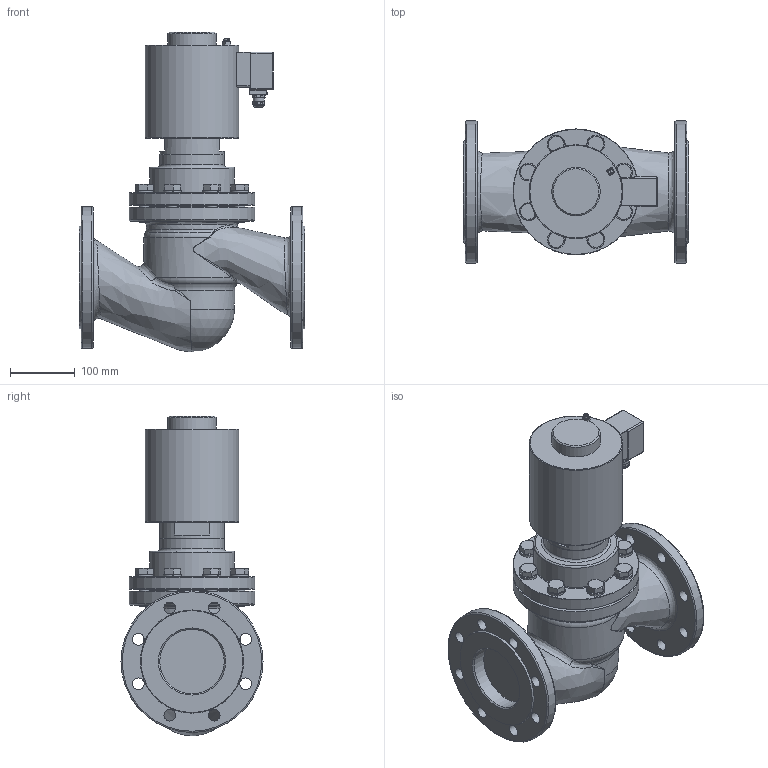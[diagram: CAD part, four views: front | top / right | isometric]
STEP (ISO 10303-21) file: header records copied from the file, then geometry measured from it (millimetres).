
FILE_DESCRIPTION(/* description */ ('3D-Modell'),/* implementation_level */ '2;1');
FILE_NAME(/* name */ '024.006803_F2409-0804-.358-AF.stp',/* time_stamp */ '2022-07-25T13:13:50+02:00',/* author */ ('LBirkmann'),/* organization */ (''),/* preprocessor_version */ 'ST-DEVELOPER v16.1',/* originating_system */ 'Autodesk Inventor 2016',/* authorisation */ '');
FILE_SCHEMA (('AUTOMOTIVE_DESIGN { 1 0 10303 214 3 1 1 }'));
Length unit declared in the file: millimetre
Products named in the file (1): 88-005616
Bounding box: 350 x 220 x 495 mm (x, y, z)
Volume: 10784770.8 mm3; surface area: 569046.4 mm2
Topology: 2 solids, 2 shells, 495 faces, 1305 edges, 834 vertices
Faces by surface type: plane 206, cylinder 142, cone 96, torus 27, bspline 23, sphere 1
Full cylindrical faces by diameter (mm): 4.51 x1, 14.917 x8, 16 x8, 17 x2, 18 x16, 22 x8, 75 x1, 100 x4, 131.6 x1, 134.5 x1, 141 x1, 145 x1, 195 x2, 220 x2
Entity records: 20584 total; most frequent: CARTESIAN_POINT 9474, ORIENTED_EDGE 2356, DIRECTION 2167, EDGE_CURVE 1178, AXIS2_PLACEMENT_3D 914, VERTEX_POINT 803, EDGE_LOOP 675, FACE_OUTER_BOUND 495
